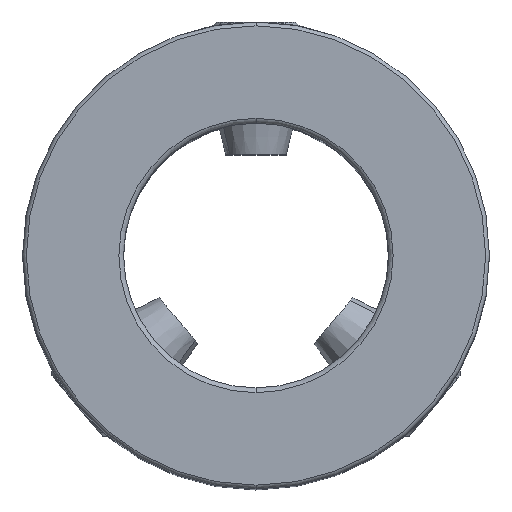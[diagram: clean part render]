
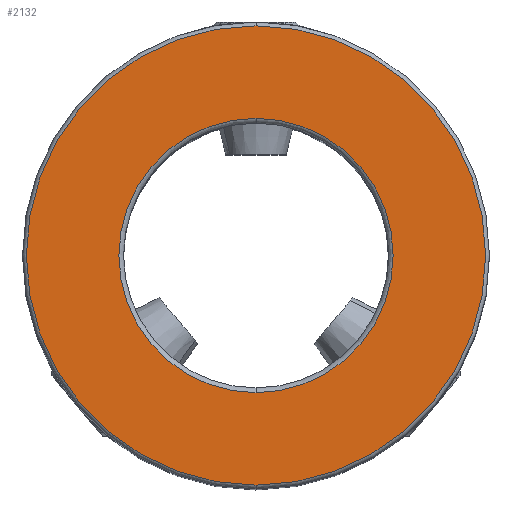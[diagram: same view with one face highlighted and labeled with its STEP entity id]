
A CAD part, top view. The second image highlights one B-rep face of the part: STEP entity #2132.
In plain terms, the highlighted planar face has unit normal (0, 0, 1).
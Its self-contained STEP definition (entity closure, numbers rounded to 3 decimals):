
#884=EDGE_CURVE('NONE',#2046,#990,#2446,.T.);
#990=VERTEX_POINT('NONE',#2563);
#1088=EDGE_CURVE('NONE',#2236,#1418,#2673,.T.);
#1418=VERTEX_POINT('NONE',#3048);
#2046=VERTEX_POINT('NONE',#3741);
#2124=EDGE_CURVE('NONE',#990,#2046,#3830,.T.);
#2132=ADVANCED_FACE('NONE',(#3838,#3839),#3840,.T.);
#2174=EDGE_CURVE('NONE',#1418,#2236,#3887,.T.);
#2236=VERTEX_POINT('NONE',#3960);
#2446=CIRCLE('',#4206,18.648);
#2563=CARTESIAN_POINT('',(0.,18.648,0.));
#2673=CIRCLE('',#4573,31.228);
#3048=CARTESIAN_POINT('',(0.,-31.228,0.));
#3741=CARTESIAN_POINT('',(0.,-18.648,0.));
#3830=CIRCLE('',#6703,18.648);
#3838=FACE_OUTER_BOUND('',#6711,.T.);
#3839=FACE_BOUND('',#6712,.T.);
#3840=PLANE('',#6713);
#3887=CIRCLE('',#6772,31.228);
#3960=CARTESIAN_POINT('',(0.,31.228,0.));
#4206=AXIS2_PLACEMENT_3D('',#7238,#7239,#7240);
#4573=AXIS2_PLACEMENT_3D('',#7505,#7506,#7507);
#6703=AXIS2_PLACEMENT_3D('',#8917,#8918,#8919);
#6711=EDGE_LOOP('',(#8921,#8922));
#6712=EDGE_LOOP('',(#8923,#8924));
#6713=AXIS2_PLACEMENT_3D('',#8925,#8926,#8927);
#6772=AXIS2_PLACEMENT_3D('',#8984,#8985,#8986);
#7238=CARTESIAN_POINT('',(0.,0.0,0.));
#7239=DIRECTION('',(0.,0.0,1.0));
#7240=DIRECTION('',(-1.0,0.0,0.));
#7505=CARTESIAN_POINT('',(0.,0.0,0.));
#7506=DIRECTION('',(0.,0.0,1.0));
#7507=DIRECTION('',(1.0,0.0,0.));
#8917=CARTESIAN_POINT('',(0.,0.0,0.));
#8918=DIRECTION('',(0.,0.0,1.0));
#8919=DIRECTION('',(-1.0,0.0,0.));
#8921=ORIENTED_EDGE('',*,*,#1088,.T.);
#8922=ORIENTED_EDGE('',*,*,#2174,.T.);
#8923=ORIENTED_EDGE('',*,*,#884,.F.);
#8924=ORIENTED_EDGE('',*,*,#2124,.F.);
#8925=CARTESIAN_POINT('',(0.,0.0,0.));
#8926=DIRECTION('',(0.,0.0,1.0));
#8927=DIRECTION('',(-1.0,0.0,0.));
#8984=CARTESIAN_POINT('',(0.,0.0,0.));
#8985=DIRECTION('',(0.,0.0,1.0));
#8986=DIRECTION('',(1.0,0.0,0.));
